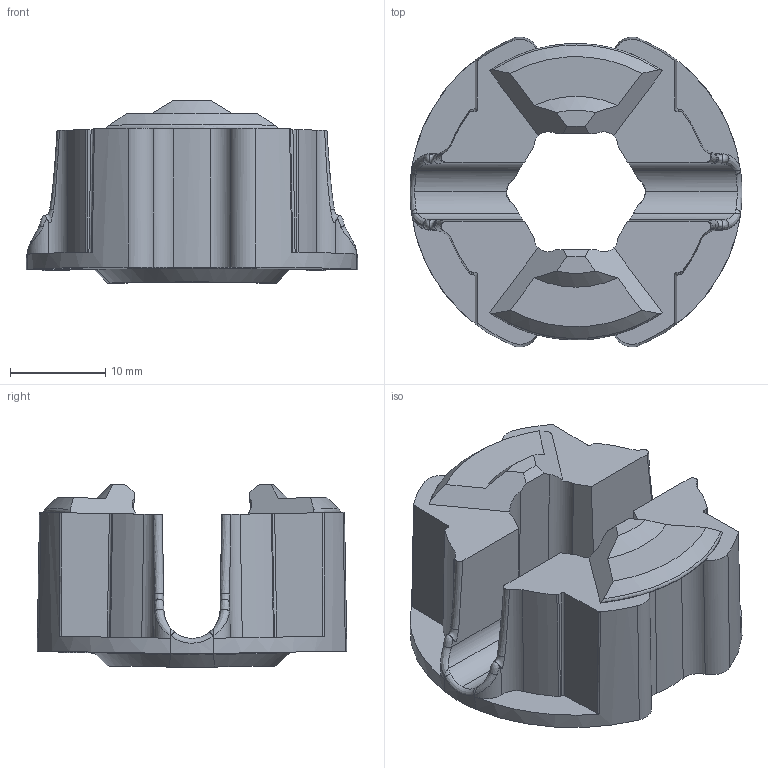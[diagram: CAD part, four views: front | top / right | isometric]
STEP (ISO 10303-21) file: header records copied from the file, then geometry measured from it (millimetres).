
FILE_DESCRIPTION (( 'STEP AP203' ), '1' );
FILE_NAME ('REV-21-6535_RevC_UNLINKED.STEP', '2025-08-26T16:13:31', ( '' ), ( '' ), 'SwSTEP 2.0', 'SolidWorks 2022', '' );
FILE_SCHEMA (( 'CONFIG_CONTROL_DESIGN' ));
Length unit declared in the file: millimetre
Products named in the file (1): REV-21-6535_RevC_UNLINKED
Bounding box: 34.93 x 32.59 x 19.2 mm (x, y, z)
Volume: 8243.7 mm3; surface area: 4126.8 mm2
Topology: 1 solids, 1 shells, 672 faces, 1823 edges, 1207 vertices
Faces by surface type: plane 377, bspline 221, cylinder 56, cone 16, torus 2
Entity records: 42378 total; most frequent: CARTESIAN_POINT 29506, ORIENTED_EDGE 3646, EDGE_CURVE 1823, B_SPLINE_CURVE_WITH_KNOTS 1754, VERTEX_POINT 1207, DIRECTION 1001, EDGE_LOOP 728, FACE_OUTER_BOUND 672
